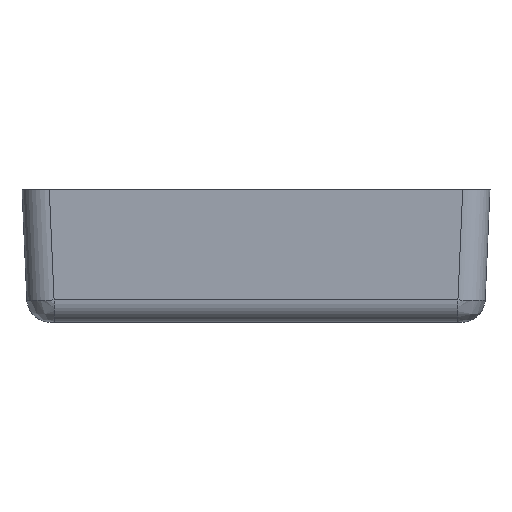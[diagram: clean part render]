
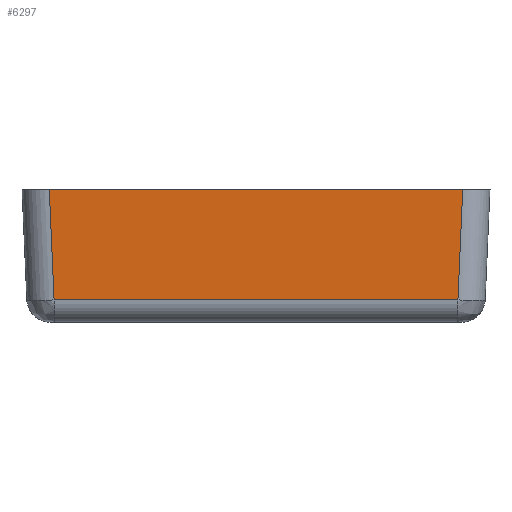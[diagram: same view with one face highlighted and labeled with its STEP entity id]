
A CAD part, left-side view. The second image highlights one B-rep face of the part: STEP entity #6297.
In plain terms, the highlighted planar face has unit normal (-0.999, 0, -0.044).
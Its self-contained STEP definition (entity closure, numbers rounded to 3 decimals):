
#5964 = VERTEX_POINT('',#5965);
#5965 = CARTESIAN_POINT('',(-29.383,-25.886,
    -14.131));
#6074 = VERTEX_POINT('',#6075);
#6075 = CARTESIAN_POINT('',(-29.383,25.886,-14.131
    ));
#6091 = EDGE_CURVE('',#5964,#6074,#6092,.T.);
#6092 = LINE('',#6093,#6094);
#6093 = CARTESIAN_POINT('',(-29.383,15.,-14.131));
#6094 = VECTOR('',#6095,1.);
#6095 = DIRECTION('',(0.,1.,0.));
#6270 = EDGE_CURVE('',#6074,#6271,#6273,.T.);
#6271 = VERTEX_POINT('',#6272);
#6272 = CARTESIAN_POINT('',(-30.,26.503,0.));
#6273 = LINE('',#6274,#6275);
#6274 = CARTESIAN_POINT('',(-29.95,26.453,
    -1.153));
#6275 = VECTOR('',#6276,1.);
#6276 = DIRECTION('',(-0.044,0.044,
    0.998));
#6297 = ADVANCED_FACE('',(#6298),#6316,.T.);
#6298 = FACE_BOUND('',#6299,.T.);
#6299 = EDGE_LOOP('',(#6300,#6301,#6309,#6315));
#6300 = ORIENTED_EDGE('',*,*,#6091,.F.);
#6301 = ORIENTED_EDGE('',*,*,#6302,.F.);
#6302 = EDGE_CURVE('',#6303,#5964,#6305,.T.);
#6303 = VERTEX_POINT('',#6304);
#6304 = CARTESIAN_POINT('',(-30.,-26.503,0.));
#6305 = LINE('',#6306,#6307);
#6306 = CARTESIAN_POINT('',(-29.95,-26.453,
    -1.153));
#6307 = VECTOR('',#6308,1.);
#6308 = DIRECTION('',(0.044,0.044,
    -0.998));
#6309 = ORIENTED_EDGE('',*,*,#6310,.T.);
#6310 = EDGE_CURVE('',#6303,#6271,#6311,.T.);
#6311 = LINE('',#6312,#6313);
#6312 = CARTESIAN_POINT('',(-30.,-30.,0.));
#6313 = VECTOR('',#6314,1.);
#6314 = DIRECTION('',(0.,1.,0.));
#6315 = ORIENTED_EDGE('',*,*,#6270,.F.);
#6316 = PLANE('',#6317);
#6317 = AXIS2_PLACEMENT_3D('',#6318,#6319,#6320);
#6318 = CARTESIAN_POINT('',(-30.,30.,0.));
#6319 = DIRECTION('',(-0.999,0.,
    -0.044));
#6320 = DIRECTION('',(0.,1.,0.));
